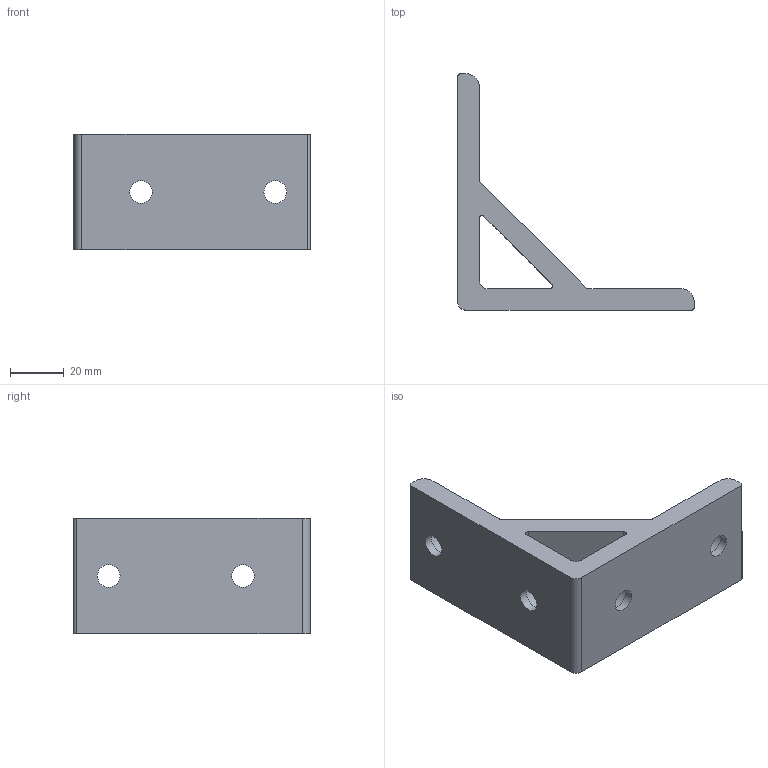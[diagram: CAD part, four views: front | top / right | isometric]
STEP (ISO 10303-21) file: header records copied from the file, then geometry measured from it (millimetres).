
FILE_DESCRIPTION (( 'STEP AP214' ), '1' );
FILE_NAME ('084.305.042.STEP', '2015-12-10T08:47:21', ( '' ), ( '' ), 'SwSTEP 2.0', 'SolidWorks 2012', '' );
FILE_SCHEMA (( 'AUTOMOTIVE_DESIGN' ));
Length unit declared in the file: millimetre
Products named in the file (1): 084.305.042
Bounding box: 88 x 88 x 43 mm (x, y, z)
Volume: 68541 mm3; surface area: 21879.5 mm2
Topology: 1 solids, 1 shells, 38 faces, 94 edges, 62 vertices
Faces by surface type: cylinder 22, plane 16
Full cylindrical faces by diameter (mm): 8.5 x4, 13.5 x4
Entity records: 1168 total; most frequent: CARTESIAN_POINT 229, DIRECTION 190, ORIENTED_EDGE 172, EDGE_CURVE 86, AXIS2_PLACEMENT_3D 75, VERTEX_POINT 62, EDGE_LOOP 62, FACE_OUTER_BOUND 46
